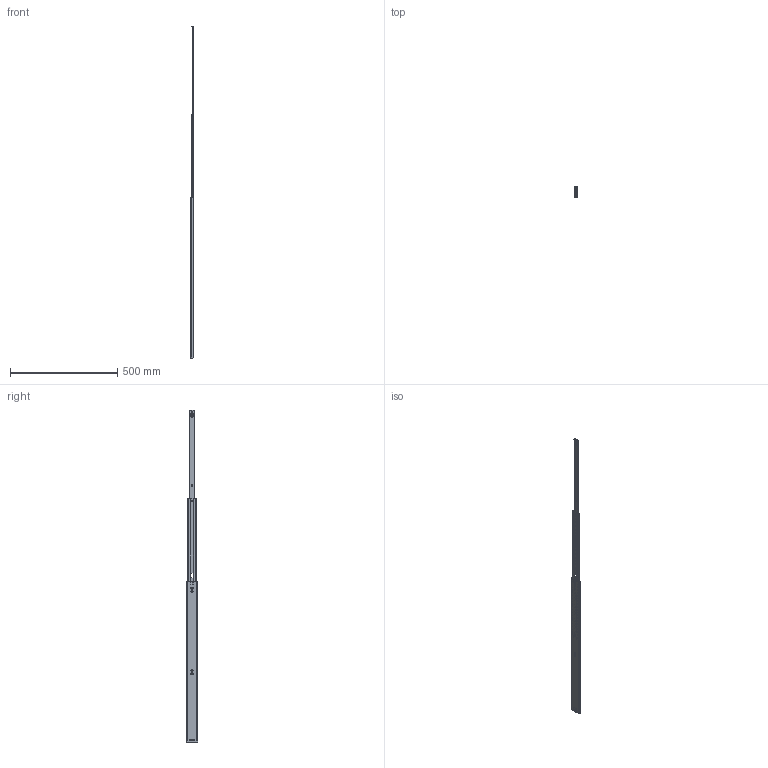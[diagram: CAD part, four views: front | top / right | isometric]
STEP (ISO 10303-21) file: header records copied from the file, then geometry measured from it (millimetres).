
FILE_DESCRIPTION(/* description */ ('Überauszug Serie 036 750x800'),/* implementation_level */ '2;1');
FILE_NAME(/* name */ '07000059010.stp',/* time_stamp */ '2020-06-22T09:45:37+02:00',/* author */ ('Dennis Bruder'),/* organization */ (''),/* preprocessor_version */ 'ST-DEVELOPER v18',/* originating_system */ 'Autodesk Inventor 2020',/* authorisation */ '');
FILE_SCHEMA (('AUTOMOTIVE_DESIGN { 1 0 10303 214 3 1 1 }'));
Products named in the file (1): 07000059010
Bounding box: 14.7 x 52.5 x 1550 mm (x, y, z)
Volume: 222549.6 mm3; surface area: 336216.2 mm2
Topology: 99 solids, 99 shells, 4658 faces, 14139 edges, 9349 vertices
Faces by surface type: plane 2111, cylinder 1017, cone 730, bspline 366, torus 344, sphere 90
Full cylindrical faces by diameter (mm): 1 x8, 1.5 x2, 3.5 x2, 4.5 x6, 4.6 x7, 5 x4, 5.5 x1, 5.9 x3, 6 x2, 8 x3, 8.2 x1
Entity records: 190020 total; most frequent: CARTESIAN_POINT 66387, ORIENTED_EDGE 27914, DIRECTION 21674, EDGE_CURVE 13957, VERTEX_POINT 9349, AXIS2_PLACEMENT_3D 7584, LINE 6506, VECTOR 6506
